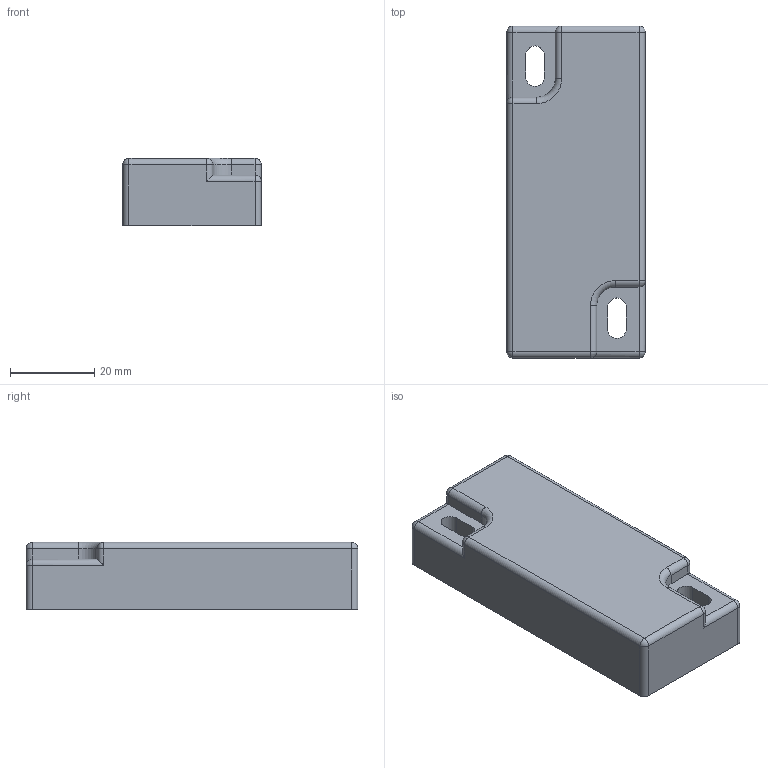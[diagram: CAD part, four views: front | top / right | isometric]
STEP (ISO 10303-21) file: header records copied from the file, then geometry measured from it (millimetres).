
FILE_DESCRIPTION (( 'STEP AP214' ), '1' );
FILE_NAME ('MS21-SS Actuator.STEP', '2010-06-10T10:17:13', ( ' ' ), ( ' ' ), 'SwSTEP 2.0', 'SolidWorks 2004231', '' );
FILE_SCHEMA (( 'AUTOMOTIVE_DESIGN' ));
Length unit declared in the file: millimetre
Products named in the file (2): 359.703 (MS21 SS Act); MS21-SS Actuator
Assembly tree (1 placements, depth 2):
  MS21-SS Actuator
    359.703 (MS21 SS Act)
Bounding box: 33 x 79 x 16 mm (x, y, z)
Volume: 39100.7 mm3; surface area: 8985 mm2
Topology: 1 solids, 1 shells, 52 faces, 126 edges, 68 vertices
Faces by surface type: cylinder 26, plane 16, sphere 8, torus 2
Entity records: 1495 total; most frequent: DIRECTION 272, CARTESIAN_POINT 254, ORIENTED_EDGE 236, EDGE_CURVE 118, AXIS2_PLACEMENT_3D 102, LINE 68, VECTOR 68, VERTEX_POINT 68
